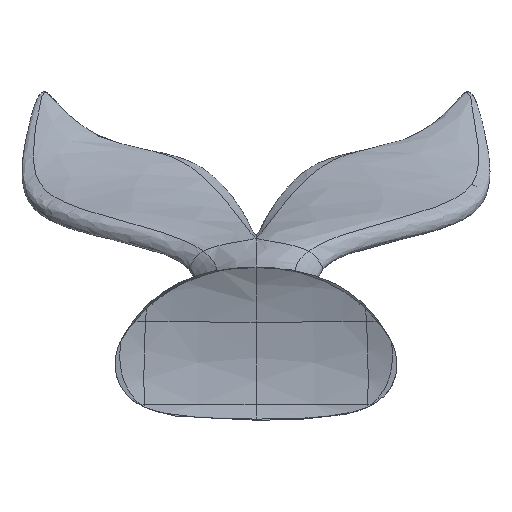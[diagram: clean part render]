
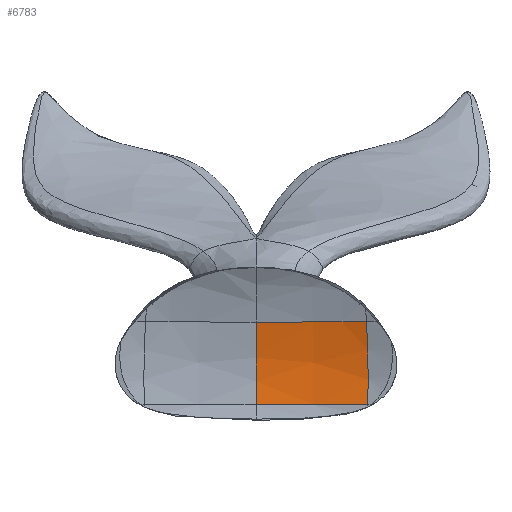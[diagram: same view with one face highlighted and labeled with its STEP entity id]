
A CAD part, front view. The second image highlights one B-rep face of the part: STEP entity #6783.
In plain terms, the highlighted free-form (B-spline) face has degree [3, 3] with [5, 5] control points.
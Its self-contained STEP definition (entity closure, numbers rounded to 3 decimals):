
#235 = CARTESIAN_POINT ( 'NONE',  ( 13.146, 82.282, 29.787 ) ) ;
#341 = CARTESIAN_POINT ( 'NONE',  ( 13.384, 82.881, 10.956 ) ) ;
#415 = CARTESIAN_POINT ( 'NONE',  ( 0., 83.503, 14.117 ) ) ;
#429 = CARTESIAN_POINT ( 'NONE',  ( 0., 82.282, 29.791 ) ) ;
#601 = CARTESIAN_POINT ( 'NONE',  ( 25.573, 82.007, 20.592 ) ) ;
#832 = CARTESIAN_POINT ( 'NONE',  ( 25.152, 80.515, 29.921 ) ) ;
#847 = CARTESIAN_POINT ( 'NONE',  ( 25.436, 81.198, 10.977 ) ) ;
#1772 = CARTESIAN_POINT ( 'NONE',  ( 13.146, 82.282, 29.787 ) ) ;
#1800 = CARTESIAN_POINT ( 'NONE',  ( 25.152, 80.515, 29.921 ) ) ;
#1831 = B_SPLINE_SURFACE_WITH_KNOTS ( 'NONE', 3, 3, ( 
 ( #1800, #6683, #601, #11578, #5479 ),
 ( #3081, #15265, #9168, #7967, #4017 ),
 ( #1772, #2663, #11395, #7780, #341 ),
 ( #5369, #10191, #15077, #10033, #14925 ),
 ( #8823, #7623, #11239, #8980, #4172 ) ),
 .UNSPECIFIED., .F., .F., .F.,
 ( 4, 1, 4 ),
 ( 4, 1, 4 ),
 ( 0., 12.858, 25.716 ),
 ( 0., 1., 2. ),
 .UNSPECIFIED. ) ;
#1932 = B_SPLINE_CURVE_WITH_KNOTS ( 'NONE', 3,
 ( #8992, #7872, #12775, #9477, #832 ),
 .UNSPECIFIED., .F., .F.,
 ( 4, 1, 4 ),
 ( -2., -1., 0. ),
 .UNSPECIFIED. ) ;
#1977 = CARTESIAN_POINT ( 'NONE',  ( 0., 82.881, 11.023 ) ) ;
#2663 = CARTESIAN_POINT ( 'NONE',  ( 13.244, 82.83, 26.902 ) ) ;
#2748 = VERTEX_POINT ( 'NONE', #429 ) ;
#2893 = CARTESIAN_POINT ( 'NONE',  ( 0., 82.881, 11.023 ) ) ;
#2900 = VERTEX_POINT ( 'NONE', #2984 ) ;
#2984 = CARTESIAN_POINT ( 'NONE',  ( 25.152, 80.515, 29.921 ) ) ;
#3045 = EDGE_CURVE ( 'NONE', #7088, #2900, #1932, .T. ) ;
#3049 = CARTESIAN_POINT ( 'NONE',  ( 0., 83.752, 20.625 ) ) ;
#3081 = CARTESIAN_POINT ( 'NONE',  ( 21.34, 81.399, 29.852 ) ) ;
#3910 = CARTESIAN_POINT ( 'NONE',  ( 4.382, 82.282, 29.791 ) ) ;
#4017 = CARTESIAN_POINT ( 'NONE',  ( 21.641, 82.04, 10.932 ) ) ;
#4021 = EDGE_CURVE ( 'NONE', #7088, #13190, #9886, .T. ) ;
#4172 = CARTESIAN_POINT ( 'NONE',  ( 0., 82.881, 11.023 ) ) ;
#4419 = EDGE_LOOP ( 'NONE', ( #5376, #6886, #9706, #14269 ) ) ;
#5369 = CARTESIAN_POINT ( 'NONE',  ( 4.382, 82.282, 29.791 ) ) ;
#5376 = ORIENTED_EDGE ( 'NONE', *, *, #15597, .T. ) ;
#5479 = CARTESIAN_POINT ( 'NONE',  ( 25.436, 81.198, 10.977 ) ) ;
#6519 = B_SPLINE_CURVE_WITH_KNOTS ( 'NONE', 3,
 ( #15157, #15001, #3049, #415, #2893 ),
 .UNSPECIFIED., .F., .F.,
 ( 4, 1, 4 ),
 ( 0., 1., 2. ),
 .UNSPECIFIED. ) ;
#6683 = CARTESIAN_POINT ( 'NONE',  ( 25.334, 81.073, 26.99 ) ) ;
#6783 = ADVANCED_FACE ( 'NONE', ( #9087 ), #1831, .T. ) ;
#6886 = ORIENTED_EDGE ( 'NONE', *, *, #9217, .T. ) ;
#7088 = VERTEX_POINT ( 'NONE', #847 ) ;
#7623 = CARTESIAN_POINT ( 'NONE',  ( 0., 82.83, 26.915 ) ) ;
#7780 = CARTESIAN_POINT ( 'NONE',  ( 13.397, 83.503, 14.061 ) ) ;
#7872 = CARTESIAN_POINT ( 'NONE',  ( 25.533, 81.79, 14.051 ) ) ;
#7967 = CARTESIAN_POINT ( 'NONE',  ( 21.698, 82.647, 14.028 ) ) ;
#8823 = CARTESIAN_POINT ( 'NONE',  ( 0., 82.282, 29.791 ) ) ;
#8980 = CARTESIAN_POINT ( 'NONE',  ( 0., 83.503, 14.117 ) ) ;
#8992 = CARTESIAN_POINT ( 'NONE',  ( 25.436, 81.198, 10.977 ) ) ;
#9087 = FACE_OUTER_BOUND ( 'NONE', #4419, .T. ) ;
#9168 = CARTESIAN_POINT ( 'NONE',  ( 21.704, 82.879, 20.575 ) ) ;
#9217 = EDGE_CURVE ( 'NONE', #2748, #13190, #6519, .T. ) ;
#9477 = CARTESIAN_POINT ( 'NONE',  ( 25.334, 81.073, 26.99 ) ) ;
#9706 = ORIENTED_EDGE ( 'NONE', *, *, #4021, .F. ) ;
#9848 = CARTESIAN_POINT ( 'NONE',  ( 25.152, 80.515, 29.921 ) ) ;
#9886 = B_SPLINE_CURVE_WITH_KNOTS ( 'NONE', 3,
 ( #15444, #14246, #14556, #15759, #11916 ),
 .UNSPECIFIED., .F., .F.,
 ( 4, 1, 4 ),
 ( -2., -1., 0. ),
 .UNSPECIFIED. ) ;
#10033 = CARTESIAN_POINT ( 'NONE',  ( 4.466, 83.503, 14.117 ) ) ;
#10191 = CARTESIAN_POINT ( 'NONE',  ( 4.415, 82.83, 26.915 ) ) ;
#10979 = CARTESIAN_POINT ( 'NONE',  ( 0., 82.282, 29.791 ) ) ;
#11239 = CARTESIAN_POINT ( 'NONE',  ( 0., 83.752, 20.625 ) ) ;
#11395 = CARTESIAN_POINT ( 'NONE',  ( 13.376, 83.752, 20.592 ) ) ;
#11578 = CARTESIAN_POINT ( 'NONE',  ( 25.533, 81.79, 14.051 ) ) ;
#11746 = B_SPLINE_CURVE_WITH_KNOTS ( 'NONE', 3,
 ( #9848, #13699, #235, #3910, #10979 ),
 .UNSPECIFIED., .F., .F.,
 ( 4, 1, 4 ),
 ( -2., -1., 0. ),
 .UNSPECIFIED. ) ;
#11916 = CARTESIAN_POINT ( 'NONE',  ( 0., 82.881, 11.023 ) ) ;
#12775 = CARTESIAN_POINT ( 'NONE',  ( 25.573, 82.007, 20.592 ) ) ;
#13190 = VERTEX_POINT ( 'NONE', #1977 ) ;
#13699 = CARTESIAN_POINT ( 'NONE',  ( 21.34, 81.399, 29.852 ) ) ;
#14246 = CARTESIAN_POINT ( 'NONE',  ( 21.641, 82.04, 10.932 ) ) ;
#14269 = ORIENTED_EDGE ( 'NONE', *, *, #3045, .T. ) ;
#14556 = CARTESIAN_POINT ( 'NONE',  ( 13.384, 82.881, 10.956 ) ) ;
#14925 = CARTESIAN_POINT ( 'NONE',  ( 4.461, 82.881, 11.023 ) ) ;
#15001 = CARTESIAN_POINT ( 'NONE',  ( 0., 82.83, 26.915 ) ) ;
#15077 = CARTESIAN_POINT ( 'NONE',  ( 4.459, 83.752, 20.625 ) ) ;
#15157 = CARTESIAN_POINT ( 'NONE',  ( 0., 82.282, 29.791 ) ) ;
#15265 = CARTESIAN_POINT ( 'NONE',  ( 21.496, 81.952, 26.94 ) ) ;
#15444 = CARTESIAN_POINT ( 'NONE',  ( 25.436, 81.198, 10.977 ) ) ;
#15597 = EDGE_CURVE ( 'NONE', #2900, #2748, #11746, .T. ) ;
#15759 = CARTESIAN_POINT ( 'NONE',  ( 4.461, 82.881, 11.023 ) ) ;
